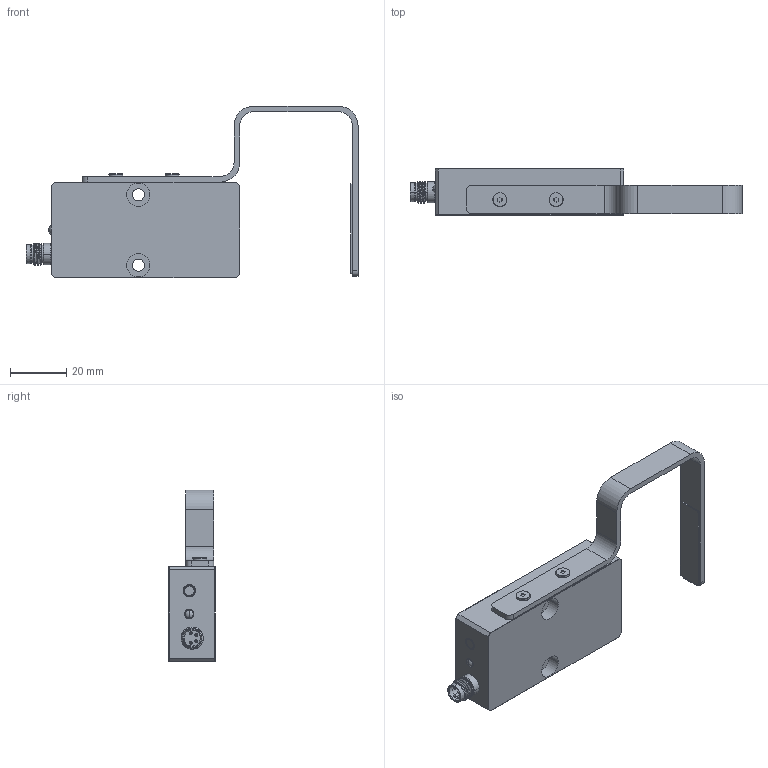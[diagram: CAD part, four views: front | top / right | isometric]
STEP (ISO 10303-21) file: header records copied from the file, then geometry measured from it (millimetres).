
FILE_DESCRIPTION((''),'2;1');
FILE_NAME('BOTTOM_COVER1_91','2023-07-25T11:39:14',('XingBei'),(''),'CREO PARAMETRIC BY PTC INC, 2019030','CREO PARAMETRIC BY PTC INC, 2019030','');
FILE_SCHEMA(('CONFIG_CONTROL_DESIGN'));
Length unit declared in the file: millimetre
Products named in the file (1): BOTTOM_COVER1_91
Bounding box: 117.9 x 16.5 x 61 mm (x, y, z)
Volume: 39337.7 mm3; surface area: 18323.4 mm2
Topology: 2 solids, 22 shells, 476 faces, 1144 edges, 725 vertices
Faces by surface type: cylinder 194, plane 179, cone 50, torus 24, bspline 15, sphere 14
Entity records: 15234 total; most frequent: CARTESIAN_POINT 3899, DIRECTION 2496, ORIENTED_EDGE 2260, EDGE_CURVE 1130, AXIS2_PLACEMENT_3D 978, VERTEX_POINT 725, VECTOR 540, LINE 540
